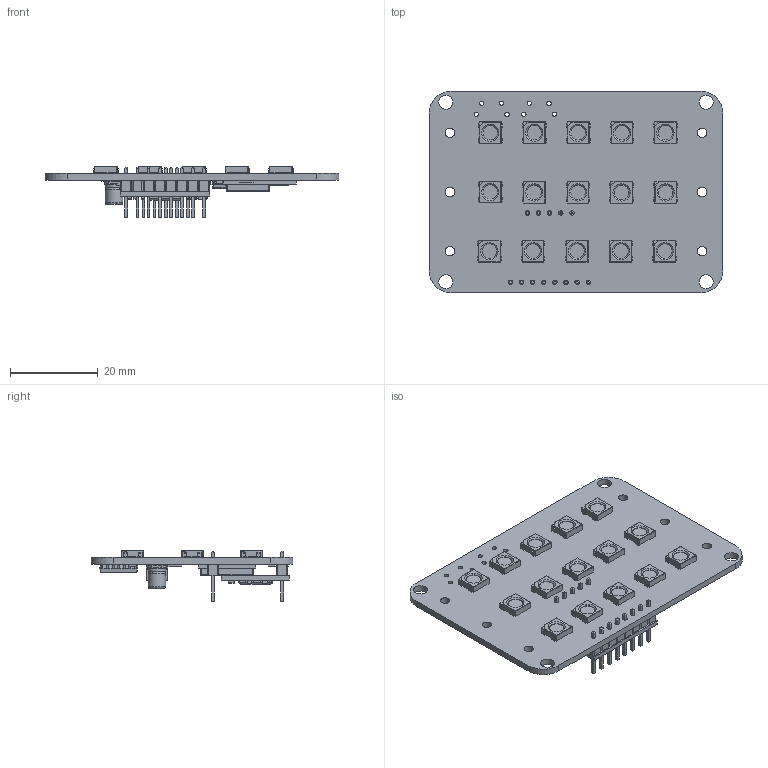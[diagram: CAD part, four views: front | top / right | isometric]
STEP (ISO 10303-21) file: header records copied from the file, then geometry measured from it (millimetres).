
FILE_DESCRIPTION(('KiCad electronic assembly'),'2;1');
FILE_NAME('ruecklicht.step','2025-11-17T11:20:12',('Pcbnew'),('Kicad'), 'Open CASCADE STEP processor 7.9','KiCad to STEP converter','Unknown' );
FILE_SCHEMA(('AUTOMOTIVE_DESIGN { 1 0 10303 214 1 1 1 1 }'));
Length unit declared in the file: millimetre
Products named in the file (18): ruecklicht 1; LED_WS2812B_PLCC4_5.0x5.0mm_P3.2mm; PinHeader_1x08_P2.54mm_Vertical; mpu6050; SOT-23-5; coil; Body; Pins; SOIC-14_3.9x8.7mm_P1.27mm; PinHeader_1x05_P2.54mm_Vertical; R_1206_3216Metric; d-ff; PinsArrayLR; C_0805_2012Metric; CP_Elec_4x5.4; esp32; ruecklicht_PCB
Assembly tree (35 placements, depth 3):
  ruecklicht 1
    LED_WS2812B_PLCC4_5.0x5.0mm_P3.2mm  x15
    PinHeader_1x08_P2.54mm_Vertical
    mpu6050
    SOT-23-5
    coil
      Body
      Pins
    SOIC-14_3.9x8.7mm_P1.27mm
    PinHeader_1x05_P2.54mm_Vertical
    R_1206_3216Metric  x5
    d-ff
      Body
      PinsArrayLR
    C_0805_2012Metric
    CP_Elec_4x5.4
    esp32
    ruecklicht_PCB
Bounding box: 67 x 46 x 11.82 mm (x, y, z)
Volume: 6202.2 mm3; surface area: 11303.2 mm2
Topology: 183 solids, 183 shells, 3403 faces, 8587 edges, 5601 vertices
Faces by surface type: plane 2661, cylinder 680, bspline 42, cone 15, torus 4, revolution 1
Full cylindrical faces by diameter (mm): 0.25 x1, 1 x21, 1.907 x2, 1.913 x2, 1.947 x2, 1.957 x2, 1.959 x2, 1.978 x2, 1.981 x2, 2.02 x2, 2.15 x6, 2.307 x1, 2.313 x1, 2.347 x1, 2.357 x1, 2.359 x1, 2.378 x1, 2.381 x1, 2.42 x1, 2.865 x1, 3.017 x1, 3.2 x4, 3.333 x15, 4 x2
Entity records: 74320 total; most frequent: CARTESIAN_POINT 12086, ORIENTED_EDGE 11002, DIRECTION 10766, EDGE_CURVE 5501, LINE 4775, VECTOR 4775, VERTEX_POINT 3577, AXIS2_PLACEMENT_3D 2995
